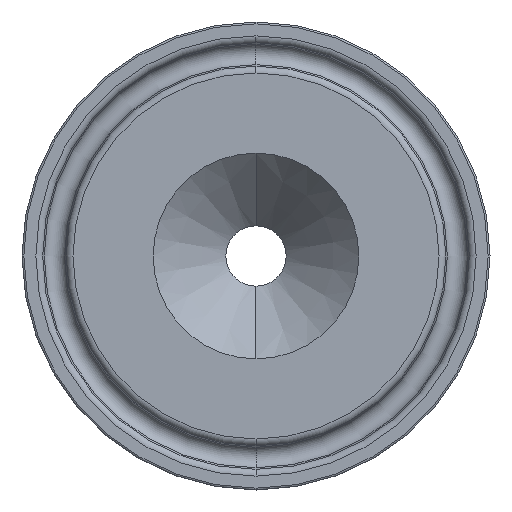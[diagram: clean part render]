
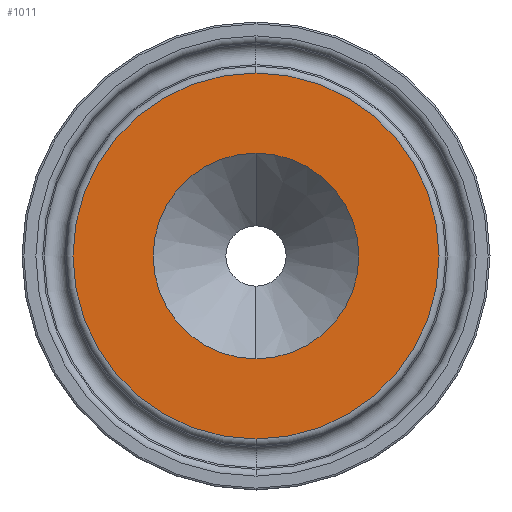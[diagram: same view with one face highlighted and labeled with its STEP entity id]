
A CAD part, left-side view. The second image highlights one B-rep face of the part: STEP entity #1011.
In plain terms, the highlighted planar face has unit normal (-1, 0, 0).
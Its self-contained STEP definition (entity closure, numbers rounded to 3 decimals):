
#15 = FACE_OUTER_BOUND ( 'NONE', #765, .T. ) ;
#46 = EDGE_CURVE ( 'NONE', #588, #873, #175, .T. ) ;
#77 = CARTESIAN_POINT ( 'NONE',  ( 0., 0., 0. ) ) ;
#161 = CARTESIAN_POINT ( 'NONE',  ( 0., 0., 0. ) ) ;
#175 = CIRCLE ( 'NONE', #343, 11.1 ) ;
#199 = CARTESIAN_POINT ( 'NONE',  ( 0., 0., 0. ) ) ;
#200 = DIRECTION ( 'NONE',  ( -1., 0., 0. ) ) ;
#218 = VERTEX_POINT ( 'NONE', #335 ) ;
#298 = DIRECTION ( 'NONE',  ( 0., 0., -1. ) ) ;
#334 = DIRECTION ( 'NONE',  ( 0., 0., -1. ) ) ;
#335 = CARTESIAN_POINT ( 'NONE',  ( 0., 0., 19.747 ) ) ;
#342 = CARTESIAN_POINT ( 'NONE',  ( 0., 0., 11.1 ) ) ;
#343 = AXIS2_PLACEMENT_3D ( 'NONE', #199, #566, #836 ) ;
#350 = ORIENTED_EDGE ( 'NONE', *, *, #671, .T. ) ;
#352 = DIRECTION ( 'NONE',  ( 0., 0., 1. ) ) ;
#354 = ORIENTED_EDGE ( 'NONE', *, *, #725, .F. ) ;
#358 = PLANE ( 'NONE',  #766 ) ;
#390 = CARTESIAN_POINT ( 'NONE',  ( 0., 0., -11.1 ) ) ;
#414 = ORIENTED_EDGE ( 'NONE', *, *, #46, .T. ) ;
#430 = DIRECTION ( 'NONE',  ( 0., 0., -1. ) ) ;
#436 = AXIS2_PLACEMENT_3D ( 'NONE', #738, #480, #298 ) ;
#476 = CIRCLE ( 'NONE', #1167, 11.1 ) ;
#480 = DIRECTION ( 'NONE',  ( 1., 0., 0. ) ) ;
#566 = DIRECTION ( 'NONE',  ( 1., 0., 0. ) ) ;
#588 = VERTEX_POINT ( 'NONE', #390 ) ;
#671 = EDGE_CURVE ( 'NONE', #873, #588, #476, .T. ) ;
#725 = EDGE_CURVE ( 'NONE', #886, #218, #775, .T. ) ;
#738 = CARTESIAN_POINT ( 'NONE',  ( 0., 0., 0. ) ) ;
#765 = EDGE_LOOP ( 'NONE', ( #354, #1162 ) ) ;
#766 = AXIS2_PLACEMENT_3D ( 'NONE', #1015, #200, #352 ) ;
#775 = CIRCLE ( 'NONE', #949, 19.747 ) ;
#800 = FACE_BOUND ( 'NONE', #1028, .T. ) ;
#836 = DIRECTION ( 'NONE',  ( 0., 0., -1. ) ) ;
#873 = VERTEX_POINT ( 'NONE', #342 ) ;
#886 = VERTEX_POINT ( 'NONE', #973 ) ;
#949 = AXIS2_PLACEMENT_3D ( 'NONE', #161, #1147, #430 ) ;
#952 = DIRECTION ( 'NONE',  ( 1., 0., 0. ) ) ;
#973 = CARTESIAN_POINT ( 'NONE',  ( 0., 0., -19.747 ) ) ;
#1011 = ADVANCED_FACE ( 'NONE', ( #800, #15 ), #358, .T. ) ;
#1015 = CARTESIAN_POINT ( 'NONE',  ( 0., 11.1, 0. ) ) ;
#1026 = CIRCLE ( 'NONE', #436, 19.747 ) ;
#1028 = EDGE_LOOP ( 'NONE', ( #350, #414 ) ) ;
#1054 = EDGE_CURVE ( 'NONE', #218, #886, #1026, .T. ) ;
#1147 = DIRECTION ( 'NONE',  ( 1., 0., 0. ) ) ;
#1162 = ORIENTED_EDGE ( 'NONE', *, *, #1054, .F. ) ;
#1167 = AXIS2_PLACEMENT_3D ( 'NONE', #77, #952, #334 ) ;
